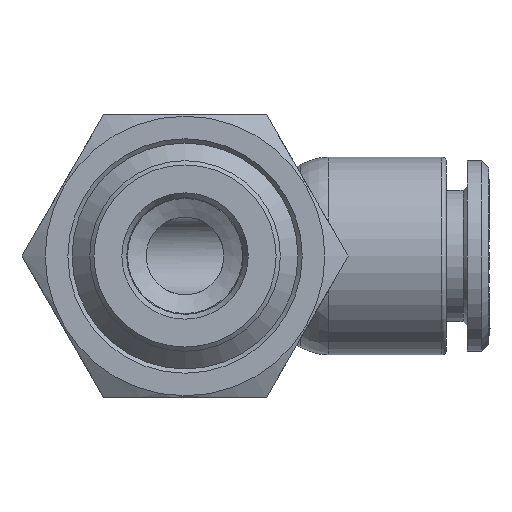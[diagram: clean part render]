
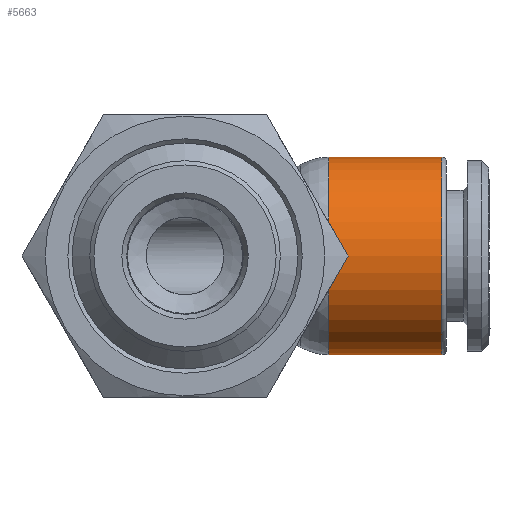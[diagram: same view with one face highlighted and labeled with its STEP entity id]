
A CAD part, front view. The second image highlights one B-rep face of the part: STEP entity #5663.
In plain terms, the highlighted cylindrical face has radius 7 mm (diameter 14 mm), a full revolution.
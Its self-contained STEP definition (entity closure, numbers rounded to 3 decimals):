
#916=CYLINDRICAL_SURFACE('',#5885,7.);
#1940=ORIENTED_EDGE('',*,*,#2577,.T.);
#1941=ORIENTED_EDGE('',*,*,#2578,.T.);
#2577=EDGE_CURVE('',#2958,#2958,#3030,.T.);
#2578=EDGE_CURVE('',#2959,#2959,#3031,.T.);
#2958=VERTEX_POINT('',#12516);
#2959=VERTEX_POINT('',#12518);
#3030=CIRCLE('',#5886,7.);
#3031=CIRCLE('',#5887,7.);
#3290=EDGE_LOOP('',(#1940));
#3291=EDGE_LOOP('',(#1941));
#3596=FACE_BOUND('',#3290,.T.);
#3597=FACE_BOUND('',#3291,.T.);
#5663=ADVANCED_FACE('',(#3596,#3597),#916,.T.);
#5885=AXIS2_PLACEMENT_3D('',#12514,#6605,#6606);
#5886=AXIS2_PLACEMENT_3D('',#12515,#6607,#6608);
#5887=AXIS2_PLACEMENT_3D('',#12517,#6609,#6610);
#6605=DIRECTION('',(-1.,0.,0.));
#6606=DIRECTION('',(0.,0.,1.));
#6607=DIRECTION('',(1.,0.,0.));
#6608=DIRECTION('',(0.,0.,-1.));
#6609=DIRECTION('',(-1.,0.,0.));
#6610=DIRECTION('',(0.,0.,1.));
#12514=CARTESIAN_POINT('',(-3.45,0.,0.));
#12515=CARTESIAN_POINT('',(10.17,0.,0.));
#12516=CARTESIAN_POINT('',(10.17,0.,-7.));
#12517=CARTESIAN_POINT('',(18.2,0.,0.));
#12518=CARTESIAN_POINT('',(18.2,0.,7.));
